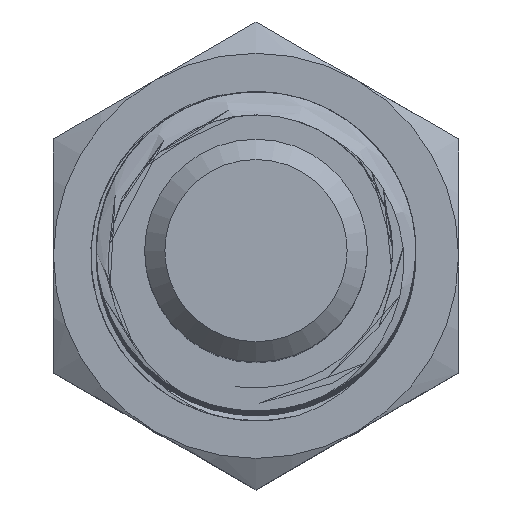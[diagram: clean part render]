
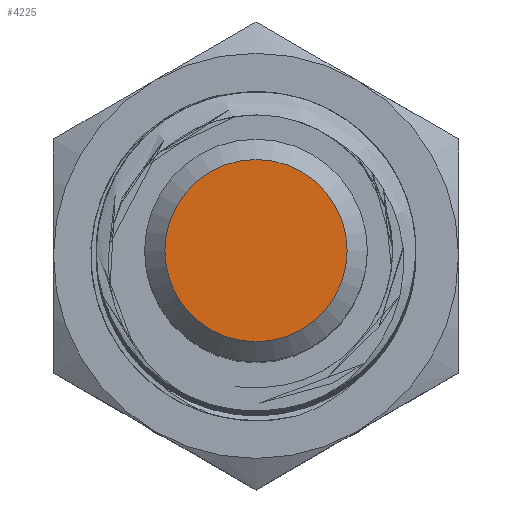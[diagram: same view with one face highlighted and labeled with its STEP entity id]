
A CAD part, top view. The second image highlights one B-rep face of the part: STEP entity #4225.
In plain terms, the highlighted planar face has unit normal (0, 0, 1).
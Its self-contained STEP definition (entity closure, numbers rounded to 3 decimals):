
#46=PLANE('',#4505);
#330=FACE_OUTER_BOUND('',#565,.T.);
#565=EDGE_LOOP('',(#3666));
#625=CIRCLE('',#4501,2.25);
#1818=VERTEX_POINT('',#16680);
#2443=EDGE_CURVE('',#1818,#1818,#625,.T.);
#3666=ORIENTED_EDGE('',*,*,#2443,.F.);
#4225=ADVANCED_FACE('',(#330),#46,.T.);
#4501=AXIS2_PLACEMENT_3D('',#16681,#5161,#5162);
#4505=AXIS2_PLACEMENT_3D('',#16689,#5171,#5172);
#5161=DIRECTION('center_axis',(0.,0.,-1.));
#5162=DIRECTION('ref_axis',(1.,0.,0.));
#5171=DIRECTION('center_axis',(0.,0.,1.));
#5172=DIRECTION('ref_axis',(1.,0.,0.));
#16680=CARTESIAN_POINT('',(-2.25,0.,106.5));
#16681=CARTESIAN_POINT('Origin',(0.,0.,106.5));
#16689=CARTESIAN_POINT('Origin',(0.,0.,106.5));
